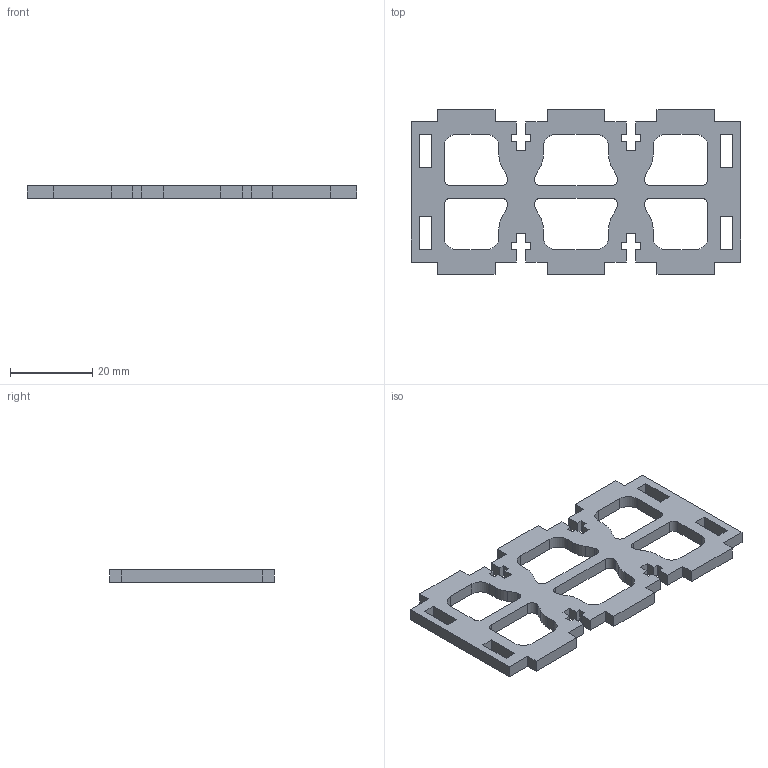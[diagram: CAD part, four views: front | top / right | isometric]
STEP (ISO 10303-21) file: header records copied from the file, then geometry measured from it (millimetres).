
FILE_DESCRIPTION (( 'STEP AP214' ), '1' );
FILE_NAME ('chariot-back-wall.STEP', '2016-05-23T20:41:39', ( '' ), ( '' ), 'SwSTEP 2.0', 'SolidWorks 2016', '' );
FILE_SCHEMA (( 'AUTOMOTIVE_DESIGN' ));
Length unit declared in the file: millimetre
Products named in the file (1): chariot-back-wall
Bounding box: 80 x 40 x 3 mm (x, y, z)
Volume: 5079.3 mm3; surface area: 5621.6 mm2
Topology: 1 solids, 1 shells, 162 faces, 480 edges, 320 vertices
Faces by surface type: plane 118, cylinder 44
Entity records: 5466 total; most frequent: CARTESIAN_POINT 963, ORIENTED_EDGE 960, DIRECTION 894, EDGE_CURVE 480, LINE 392, VECTOR 392, VERTEX_POINT 320, AXIS2_PLACEMENT_3D 251
